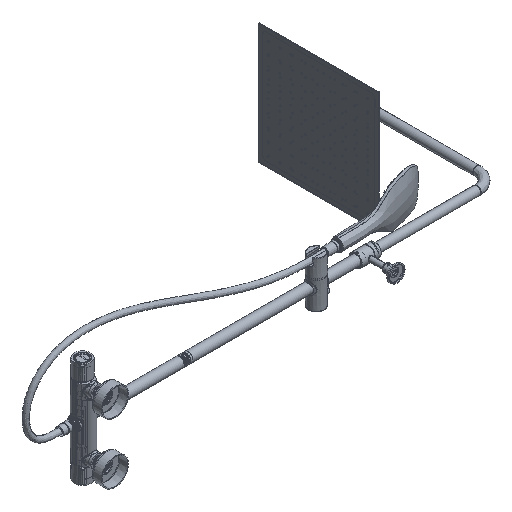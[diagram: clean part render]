
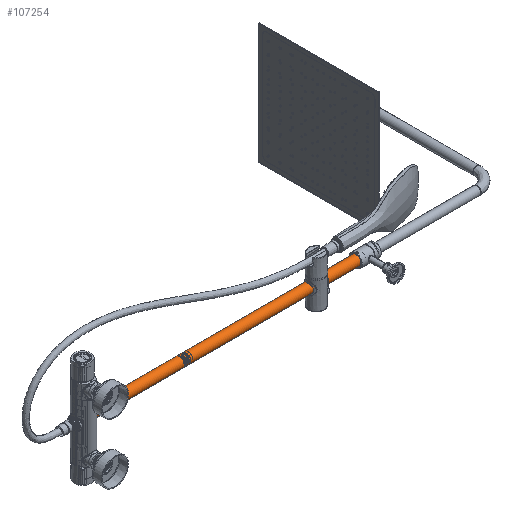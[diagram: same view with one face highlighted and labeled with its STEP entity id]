
A CAD part, isometric view. The second image highlights one B-rep face of the part: STEP entity #107254.
In plain terms, the highlighted cylindrical face has radius 12 mm (diameter 24 mm), a full revolution.
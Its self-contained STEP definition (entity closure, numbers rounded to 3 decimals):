
#2667 = CARTESIAN_POINT ( 'NONE',  ( 613.144, -3.926, 7.002 ) ) ;
#3406 = CIRCLE ( 'NONE', #54960, 12. ) ;
#10542 = EDGE_CURVE ( 'NONE', #43213, #43213, #3406, .T. ) ;
#26115 = CARTESIAN_POINT ( 'NONE',  ( 602.194, 5.819, 0. ) ) ;
#28268 = CARTESIAN_POINT ( 'NONE',  ( 613.144, 5.819, 0. ) ) ;
#35137 = FACE_OUTER_BOUND ( 'NONE', #46512, .T. ) ;
#43213 = VERTEX_POINT ( 'NONE', #2667 ) ;
#46512 = EDGE_LOOP ( 'NONE', ( #80045 ) ) ;
#50426 = EDGE_LOOP ( 'NONE', ( #51857 ) ) ;
#51857 = ORIENTED_EDGE ( 'NONE', *, *, #10542, .T. ) ;
#54960 = AXIS2_PLACEMENT_3D ( 'NONE', #28268, #133330, #101258 ) ;
#61243 = CYLINDRICAL_SURFACE ( 'NONE', #102905, 12. ) ;
#70371 = DIRECTION ( 'NONE',  ( 0., -0.812, 0.584 ) ) ;
#77920 = EDGE_CURVE ( 'NONE', #111679, #111679, #123622, .T. ) ;
#80045 = ORIENTED_EDGE ( 'NONE', *, *, #77920, .T. ) ;
#89009 = DIRECTION ( 'NONE',  ( 0., -0.812, 0.584 ) ) ;
#92344 = CARTESIAN_POINT ( 'NONE',  ( -60.356, -3.926, 7.002 ) ) ;
#100434 = DIRECTION ( 'NONE',  ( -1., 0., 0. ) ) ;
#101258 = DIRECTION ( 'NONE',  ( 0., -0.812, 0.584 ) ) ;
#102905 = AXIS2_PLACEMENT_3D ( 'NONE', #26115, #100434, #70371 ) ;
#107254 = ADVANCED_FACE ( 'NONE', ( #128298, #35137 ), #61243, .T. ) ;
#109994 = CARTESIAN_POINT ( 'NONE',  ( -60.356, 5.819, 0. ) ) ;
#111679 = VERTEX_POINT ( 'NONE', #92344 ) ;
#116349 = AXIS2_PLACEMENT_3D ( 'NONE', #109994, #131537, #89009 ) ;
#123622 = CIRCLE ( 'NONE', #116349, 12. ) ;
#128298 = FACE_OUTER_BOUND ( 'NONE', #50426, .T. ) ;
#131537 = DIRECTION ( 'NONE',  ( 1., 0., 0. ) ) ;
#133330 = DIRECTION ( 'NONE',  ( -1., 0., 0. ) ) ;
